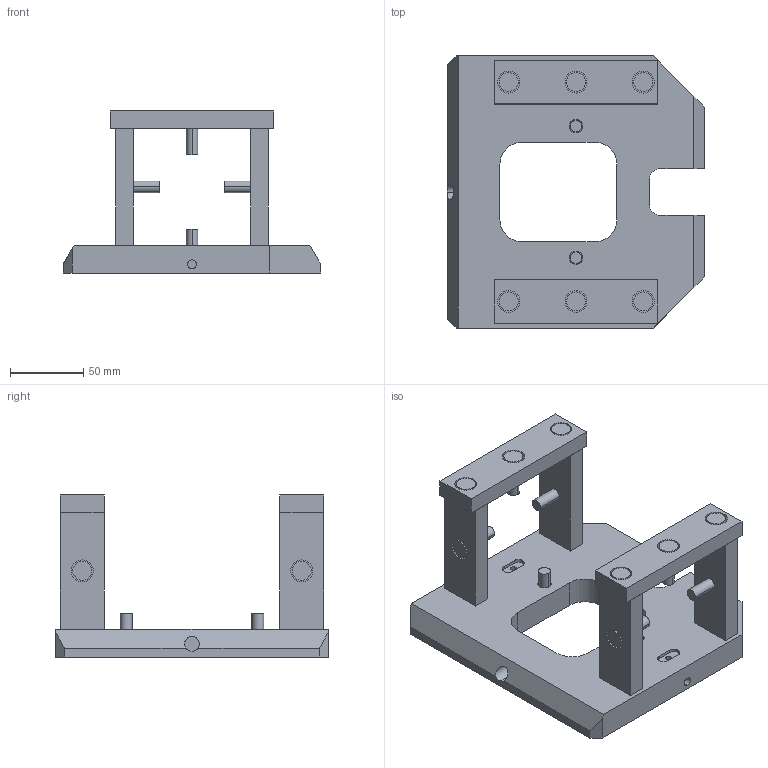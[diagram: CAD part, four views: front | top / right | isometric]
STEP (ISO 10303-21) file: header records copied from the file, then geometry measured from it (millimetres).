
FILE_DESCRIPTION(('CATIA V5 STEP Exchange'),'2;1');
FILE_NAME('AVGT023.stp','2017-07-06T02:12:13+00:00',('none'),('none'),'CATIA Version 5 Release 21 GA (IN-10)','CATIA V5 STEP AP203','none');
FILE_SCHEMA(('CONFIG_CONTROL_DESIGN'));
Length unit declared in the file: millimetre
Products named in the file (1): AVGT023
Bounding box: 176 x 186 x 110.8 mm (x, y, z)
Volume: 643797.8 mm3; surface area: 157284.3 mm2
Topology: 27 solids, 27 shells, 365 faces, 768 edges, 512 vertices
Faces by surface type: cylinder 208, plane 157
Entity records: 9070 total; most frequent: ORIENTED_EDGE 1536, CARTESIAN_POINT 1534, DIRECTION 1276, EDGE_CURVE 768, AXIS2_PLACEMENT_3D 672, VERTEX_POINT 512, EDGE_LOOP 468, CIRCLE 416
